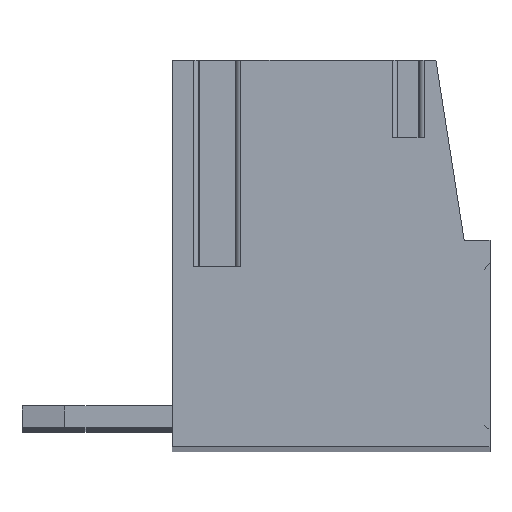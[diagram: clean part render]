
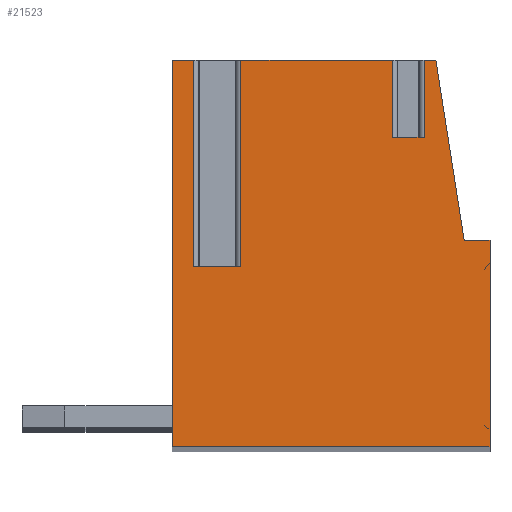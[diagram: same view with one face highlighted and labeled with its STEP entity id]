
A CAD part, top view. The second image highlights one B-rep face of the part: STEP entity #21523.
In plain terms, the highlighted planar face has unit normal (0, 0, 1).
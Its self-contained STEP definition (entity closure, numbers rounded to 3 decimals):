
#6979=DIRECTION('',(0.,1.,0.));
#6980=VECTOR('',#6979,1.8);
#6981=CARTESIAN_POINT('',(1.436,2.4,1.75));
#6982=LINE('',#6981,#6980);
#6983=DIRECTION('',(0.,1.,0.));
#6984=VECTOR('',#6983,1.8);
#6985=CARTESIAN_POINT('',(2.164,2.4,1.75));
#6986=LINE('',#6985,#6984);
#6987=DIRECTION('',(-1.,0.,0.));
#6988=VECTOR('',#6987,0.276);
#6989=CARTESIAN_POINT('',(2.44,4.2,1.75));
#6990=LINE('',#6989,#6988);
#6991=DIRECTION('',(-0.155,0.988,0.));
#6992=VECTOR('',#6991,4.252);
#6993=CARTESIAN_POINT('',(3.1,0.,1.75));
#6994=LINE('',#6993,#6992);
#6995=DIRECTION('',(-1.,0.,0.));
#6996=VECTOR('',#6995,0.6);
#6997=CARTESIAN_POINT('',(3.7,0.,1.75));
#6998=LINE('',#6997,#6996);
#6999=DIRECTION('',(0.,1.,0.));
#7000=VECTOR('',#6999,4.8);
#7001=CARTESIAN_POINT('',(3.7,-4.8,1.75));
#7002=LINE('',#7001,#7000);
#7003=DIRECTION('',(1.,0.,0.));
#7004=VECTOR('',#7003,7.4);
#7005=CARTESIAN_POINT('',(-3.7,-4.8,1.75));
#7006=LINE('',#7005,#7004);
#7007=DIRECTION('',(0.,-1.,0.));
#7008=VECTOR('',#7007,9.);
#7009=CARTESIAN_POINT('',(-3.7,4.2,1.75));
#7010=LINE('',#7009,#7008);
#7011=DIRECTION('',(-1.,0.,0.));
#7012=VECTOR('',#7011,0.504);
#7013=CARTESIAN_POINT('',(-3.196,4.2,1.75));
#7014=LINE('',#7013,#7012);
#7015=DIRECTION('',(0.,1.,0.));
#7016=VECTOR('',#7015,4.8);
#7017=CARTESIAN_POINT('',(-3.196,-0.6,1.75));
#7018=LINE('',#7017,#7016);
#7019=DIRECTION('',(-1.,0.,0.));
#7020=VECTOR('',#7019,1.093);
#7021=CARTESIAN_POINT('',(-2.104,-0.6,1.75));
#7022=LINE('',#7021,#7020);
#7023=DIRECTION('',(0.,1.,0.));
#7024=VECTOR('',#7023,4.8);
#7025=CARTESIAN_POINT('',(-2.104,-0.6,1.75));
#7026=LINE('',#7025,#7024);
#7027=DIRECTION('',(-1.,0.,0.));
#7028=VECTOR('',#7027,3.54);
#7029=CARTESIAN_POINT('',(1.436,4.2,1.75));
#7030=LINE('',#7029,#7028);
#7040=DIRECTION('',(1.,0.,0.));
#7041=VECTOR('',#7040,0.728);
#7042=CARTESIAN_POINT('',(1.436,2.4,1.75));
#7043=LINE('',#7042,#7041);
#8879=CARTESIAN_POINT('',(3.7,0.,1.75));
#8880=CARTESIAN_POINT('',(3.1,0.,1.75));
#8881=VERTEX_POINT('',#8879);
#8882=VERTEX_POINT('',#8880);
#8883=CARTESIAN_POINT('',(2.44,4.2,1.75));
#8884=VERTEX_POINT('',#8883);
#8885=CARTESIAN_POINT('',(-3.7,4.2,1.75));
#8886=CARTESIAN_POINT('',(-3.7,-4.8,1.75));
#8887=VERTEX_POINT('',#8885);
#8888=VERTEX_POINT('',#8886);
#8889=CARTESIAN_POINT('',(3.7,-4.8,1.75));
#8890=VERTEX_POINT('',#8889);
#8923=CARTESIAN_POINT('',(-2.104,-0.6,1.75));
#8924=CARTESIAN_POINT('',(-3.196,-0.6,1.75));
#8925=VERTEX_POINT('',#8923);
#8926=VERTEX_POINT('',#8924);
#8927=CARTESIAN_POINT('',(-3.196,4.2,1.75));
#8928=VERTEX_POINT('',#8927);
#8929=CARTESIAN_POINT('',(-2.104,4.2,1.75));
#8930=VERTEX_POINT('',#8929);
#8935=CARTESIAN_POINT('',(1.436,4.2,1.75));
#8936=VERTEX_POINT('',#8935);
#8938=CARTESIAN_POINT('',(2.164,4.2,1.75));
#8940=VERTEX_POINT('',#8938);
#9003=CARTESIAN_POINT('',(1.436,2.4,1.75));
#9004=VERTEX_POINT('',#9003);
#9006=CARTESIAN_POINT('',(2.164,2.4,1.75));
#9008=VERTEX_POINT('',#9006);
#21492=CARTESIAN_POINT('',(0.,0.,1.75));
#21493=DIRECTION('',(0.,0.,1.));
#21494=DIRECTION('',(1.,0.,0.));
#21495=AXIS2_PLACEMENT_3D('',#21492,#21493,#21494);
#21496=PLANE('',#21495);
#21498=ORIENTED_EDGE('',*,*,#21497,.F.);
#21500=ORIENTED_EDGE('',*,*,#21499,.T.);
#21502=ORIENTED_EDGE('',*,*,#21501,.T.);
#21503=ORIENTED_EDGE('',*,*,#11600,.F.);
#21505=ORIENTED_EDGE('',*,*,#21504,.F.);
#21507=ORIENTED_EDGE('',*,*,#21506,.F.);
#21509=ORIENTED_EDGE('',*,*,#21508,.F.);
#21511=ORIENTED_EDGE('',*,*,#21510,.F.);
#21512=ORIENTED_EDGE('',*,*,#18165,.F.);
#21513=ORIENTED_EDGE('',*,*,#11624,.F.);
#21515=ORIENTED_EDGE('',*,*,#21514,.F.);
#21517=ORIENTED_EDGE('',*,*,#21516,.F.);
#21519=ORIENTED_EDGE('',*,*,#21518,.T.);
#21520=ORIENTED_EDGE('',*,*,#11612,.F.);
#21521=EDGE_LOOP('',(#21498,#21500,#21502,#21503,#21505,#21507,#21509,#21511,
#21512,#21513,#21515,#21517,#21519,#21520));
#21522=FACE_OUTER_BOUND('',#21521,.F.);
#11600=EDGE_CURVE('',#8884,#8940,#6990,.T.);
#11612=EDGE_CURVE('',#8936,#8930,#7030,.T.);
#11624=EDGE_CURVE('',#8928,#8887,#7014,.T.);
#18165=EDGE_CURVE('',#8887,#8888,#7010,.T.);
#21497=EDGE_CURVE('',#9004,#8936,#6982,.T.);
#21499=EDGE_CURVE('',#9004,#9008,#7043,.T.);
#21501=EDGE_CURVE('',#9008,#8940,#6986,.T.);
#21504=EDGE_CURVE('',#8882,#8884,#6994,.T.);
#21506=EDGE_CURVE('',#8881,#8882,#6998,.T.);
#21508=EDGE_CURVE('',#8890,#8881,#7002,.T.);
#21510=EDGE_CURVE('',#8888,#8890,#7006,.T.);
#21514=EDGE_CURVE('',#8926,#8928,#7018,.T.);
#21516=EDGE_CURVE('',#8925,#8926,#7022,.T.);
#21518=EDGE_CURVE('',#8925,#8930,#7026,.T.);
#21523=ADVANCED_FACE('',(#21522),#21496,.T.);
